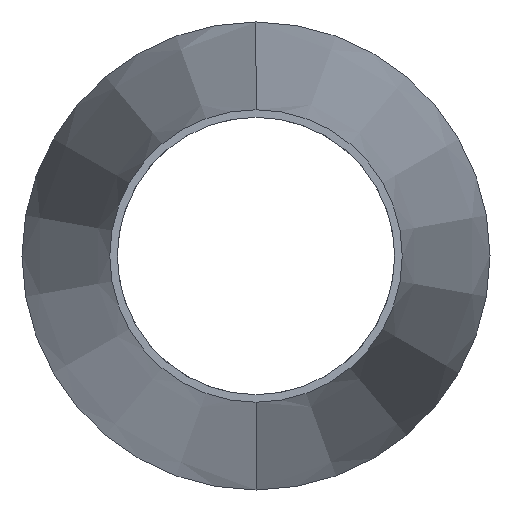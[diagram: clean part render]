
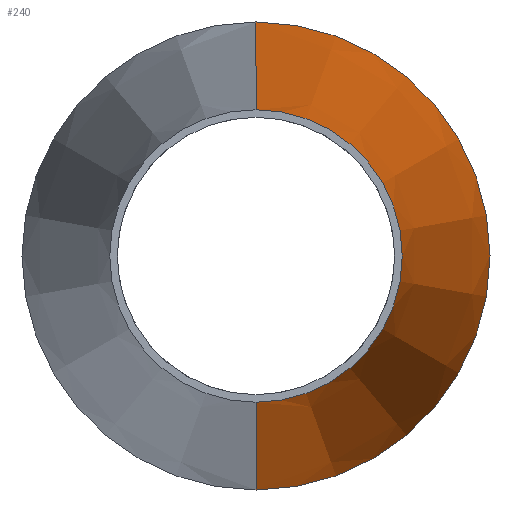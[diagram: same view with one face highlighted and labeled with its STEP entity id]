
A CAD part, front view. The second image highlights one B-rep face of the part: STEP entity #240.
In plain terms, the highlighted conical face has half-angle 7.125 degrees and reference radius 31.75 mm.
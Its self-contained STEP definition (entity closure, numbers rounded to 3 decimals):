
#3 = FACE_OUTER_BOUND ( 'NONE', #160, .T. ) ;
#9 = ORIENTED_EDGE ( 'NONE', *, *, #109, .T. ) ;
#11 = DIRECTION ( 'NONE',  ( 0., 0., -1. ) ) ;
#47 = AXIS2_PLACEMENT_3D ( 'NONE', #297, #78, #254 ) ;
#48 = CARTESIAN_POINT ( 'NONE',  ( 0., 152.4, 0. ) ) ;
#75 = VERTEX_POINT ( 'NONE', #166 ) ;
#78 = DIRECTION ( 'NONE',  ( 0., 1., 0. ) ) ;
#109 = EDGE_CURVE ( 'NONE', #397, #385, #275, .T. ) ;
#112 = VECTOR ( 'NONE', #290, 1000. ) ;
#145 = CARTESIAN_POINT ( 'NONE',  ( 0., 152.4, 50.8 ) ) ;
#155 = DIRECTION ( 'NONE',  ( 0., 1., 0. ) ) ;
#160 = EDGE_LOOP ( 'NONE', ( #293, #9, #302, #427 ) ) ;
#166 = CARTESIAN_POINT ( 'NONE',  ( 0., 0., 31.75 ) ) ;
#185 = VECTOR ( 'NONE', #374, 1000. ) ;
#194 = CARTESIAN_POINT ( 'NONE',  ( 0., 0., 0. ) ) ;
#198 = VERTEX_POINT ( 'NONE', #145 ) ;
#203 = CARTESIAN_POINT ( 'NONE',  ( 0., 0., 31.75 ) ) ;
#223 = LINE ( 'NONE', #203, #185 ) ;
#240 = ADVANCED_FACE ( 'NONE', ( #3 ), #403, .T. ) ;
#254 = DIRECTION ( 'NONE',  ( 0., 0., 1. ) ) ;
#264 = CARTESIAN_POINT ( 'NONE',  ( 0., 0., -31.75 ) ) ;
#275 = LINE ( 'NONE', #457, #112 ) ;
#290 = DIRECTION ( 'NONE',  ( 0., 0.992, -0.124 ) ) ;
#293 = ORIENTED_EDGE ( 'NONE', *, *, #354, .F. ) ;
#297 = CARTESIAN_POINT ( 'NONE',  ( 0., 0., 0. ) ) ;
#299 = DIRECTION ( 'NONE',  ( 0., 0., 1. ) ) ;
#302 = ORIENTED_EDGE ( 'NONE', *, *, #327, .F. ) ;
#327 = EDGE_CURVE ( 'NONE', #198, #385, #392, .T. ) ;
#338 = DIRECTION ( 'NONE',  ( 0., -1., 0. ) ) ;
#354 = EDGE_CURVE ( 'NONE', #397, #75, #458, .T. ) ;
#374 = DIRECTION ( 'NONE',  ( 0., 0.992, 0.124 ) ) ;
#385 = VERTEX_POINT ( 'NONE', #409 ) ;
#392 = CIRCLE ( 'NONE', #410, 50.8 ) ;
#397 = VERTEX_POINT ( 'NONE', #264 ) ;
#403 = CONICAL_SURFACE ( 'NONE', #47, 31.75, 0.124 ) ;
#409 = CARTESIAN_POINT ( 'NONE',  ( 0., 152.4, -50.8 ) ) ;
#410 = AXIS2_PLACEMENT_3D ( 'NONE', #48, #155, #299 ) ;
#420 = EDGE_CURVE ( 'NONE', #75, #198, #223, .T. ) ;
#427 = ORIENTED_EDGE ( 'NONE', *, *, #420, .F. ) ;
#451 = AXIS2_PLACEMENT_3D ( 'NONE', #194, #338, #11 ) ;
#457 = CARTESIAN_POINT ( 'NONE',  ( 0., 0., -31.75 ) ) ;
#458 = CIRCLE ( 'NONE', #451, 31.75 ) ;
